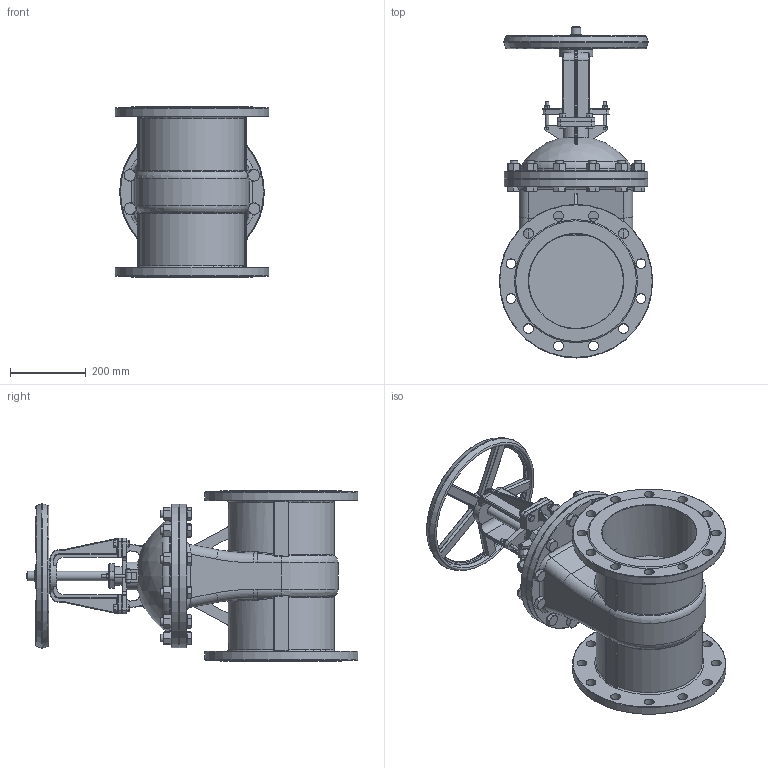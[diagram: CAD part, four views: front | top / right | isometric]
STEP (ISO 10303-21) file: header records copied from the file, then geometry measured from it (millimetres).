
FILE_DESCRIPTION(/* description */ (''),/* implementation_level */ '2;1');
FILE_NAME(/* name */ 'DN250_3D_STEP.stp',/* time_stamp */ '2024-02-08T20:45:30+03:00',/* author */ ('igorr'),/* organization */ (''),/* preprocessor_version */ 'ST-DEVELOPER v19.2',/* originating_system */ 'Autodesk Inventor 2023',/* authorisation */ '');
FILE_SCHEMA (('AUTOMOTIVE_DESIGN { 1 0 10303 214 3 1 1 }'));
Length unit declared in the file: millimetre
Products named in the file (8): Сборка; Деталь1; Деталь2; AS 1110 - M10 x 35; ANSI B18.2.4.2M - M10x1,5; ANSI B18.2.4.2M - M8x1,25; ANSI B18.2.4.2M - M20x2,5; AS 1110 - M20 x 70
Assembly tree (36 placements, depth 2):
  Сборка
    Деталь1
    Деталь2
    AS 1110 - M10 x 35  x4
    ANSI B18.2.4.2M - M10x1,5  x4
    ANSI B18.2.4.2M - M8x1,25  x2
    ANSI B18.2.4.2M - M20x2,5  x12
    AS 1110 - M20 x 70  x12
Bounding box: 405 x 877 x 450 mm (x, y, z)
Volume: 32175220.1 mm3; surface area: 2074924.6 mm2
Topology: 40 solids, 40 shells, 1453 faces, 3435 edges, 2112 vertices
Faces by surface type: plane 628, cone 321, cylinder 313, torus 95, bspline 91, sphere 5
Full cylindrical faces by diameter (mm): 6.647 x2, 7 x4, 8 x4, 8.376 x4, 10 x4, 12 x12, 15 x2, 16 x4, 17.294 x12, 18 x24, 20 x12, 25 x2, 26 x24, 27.9 x12, 30 x14, 50 x3, 60 x1, 250 x2, 290 x2, 380 x2, 405 x2
Entity records: 29770 total; most frequent: CARTESIAN_POINT 9077, ORIENTED_EDGE 4140, DIRECTION 4044, EDGE_CURVE 2070, AXIS2_PLACEMENT_3D 1621, VERTEX_POINT 1300, EDGE_LOOP 984, FACE_OUTER_BOUND 816
